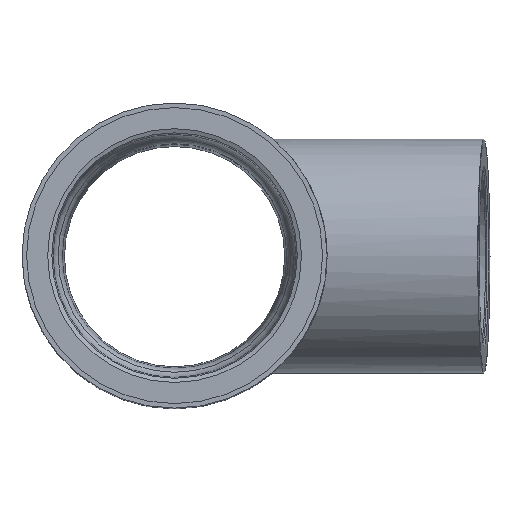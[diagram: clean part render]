
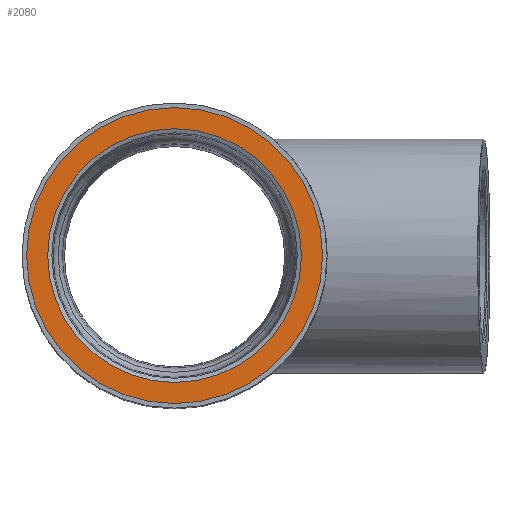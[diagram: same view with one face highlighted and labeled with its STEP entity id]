
A CAD part, top view. The second image highlights one B-rep face of the part: STEP entity #2080.
In plain terms, the highlighted planar face has unit normal (0, 0, 1).
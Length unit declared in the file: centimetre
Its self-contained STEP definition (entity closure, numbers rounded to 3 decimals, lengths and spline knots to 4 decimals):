
#56=FACE_BOUND('',#502,.T.);
#80=PLANE('',#2573);
#345=FACE_OUTER_BOUND('',#501,.T.);
#501=EDGE_LOOP('',(#1912));
#502=EDGE_LOOP('',(#1913));
#703=CIRCLE('',#2569,64.5);
#706=CIRCLE('',#2574,55.3126);
#920=VERTEX_POINT('',#6298);
#923=VERTEX_POINT('',#6308);
#1250=EDGE_CURVE('',#920,#920,#703,.T.);
#1254=EDGE_CURVE('',#923,#923,#706,.T.);
#1912=ORIENTED_EDGE('',*,*,#1250,.T.);
#1913=ORIENTED_EDGE('',*,*,#1254,.F.);
#2080=ADVANCED_FACE('',(#345,#56),#80,.T.);
#2569=AXIS2_PLACEMENT_3D('',#6300,#3292,#3293);
#2573=AXIS2_PLACEMENT_3D('',#6307,#3301,#3302);
#2574=AXIS2_PLACEMENT_3D('',#6309,#3303,#3304);
#3292=DIRECTION('center_axis',(0.,0.,1.));
#3293=DIRECTION('ref_axis',(1.,0.,0.));
#3301=DIRECTION('center_axis',(0.,0.,1.));
#3302=DIRECTION('ref_axis',(-1.,0.,0.));
#3303=DIRECTION('center_axis',(0.,0.,1.));
#3304=DIRECTION('ref_axis',(1.,0.,0.));
#6298=CARTESIAN_POINT('',(-64.5,0.,270.004));
#6300=CARTESIAN_POINT('Origin',(0.,0.,
270.004));
#6307=CARTESIAN_POINT('Origin',(0.,0.,
270.004));
#6308=CARTESIAN_POINT('',(-55.3126,0.,270.004));
#6309=CARTESIAN_POINT('Origin',(0.,0.,
270.004));
